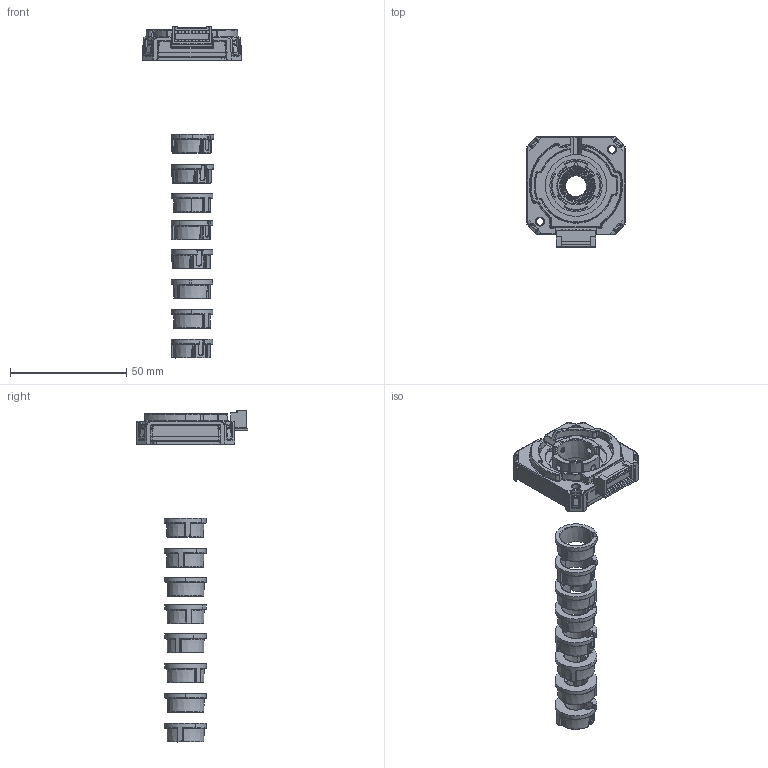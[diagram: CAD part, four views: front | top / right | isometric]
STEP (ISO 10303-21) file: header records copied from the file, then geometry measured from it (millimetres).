
FILE_DESCRIPTION (( 'STEP AP214' ), '1' );
FILE_NAME ('AMT132S-V 1st r2.STEP', '2020-02-24T22:58:40', ( '' ), ( '' ), 'SwSTEP 2.0', 'SolidWorks 2017', '' );
FILE_SCHEMA (( 'AUTOMOTIVE_DESIGN' ));
Length unit declared in the file: inch
Products named in the file (1): AMT132S-V 1st r2
Bounding box: 42.4 x 47.95 x 142.94 mm (x, y, z)
Volume: 17803.8 mm3; surface area: 27227.6 mm2
Topology: 25 solids, 25 shells, 2769 faces, 7047 edges, 4186 vertices
Faces by surface type: bspline 1000, cylinder 833, plane 762, cone 174
Entity records: 127239 total; most frequent: CARTESIAN_POINT 69553, ORIENTED_EDGE 13842, DIRECTION 9460, EDGE_CURVE 6921, VERTEX_POINT 4186, AXIS2_PLACEMENT_3D 3298, EDGE_LOOP 2871, LINE 2864
